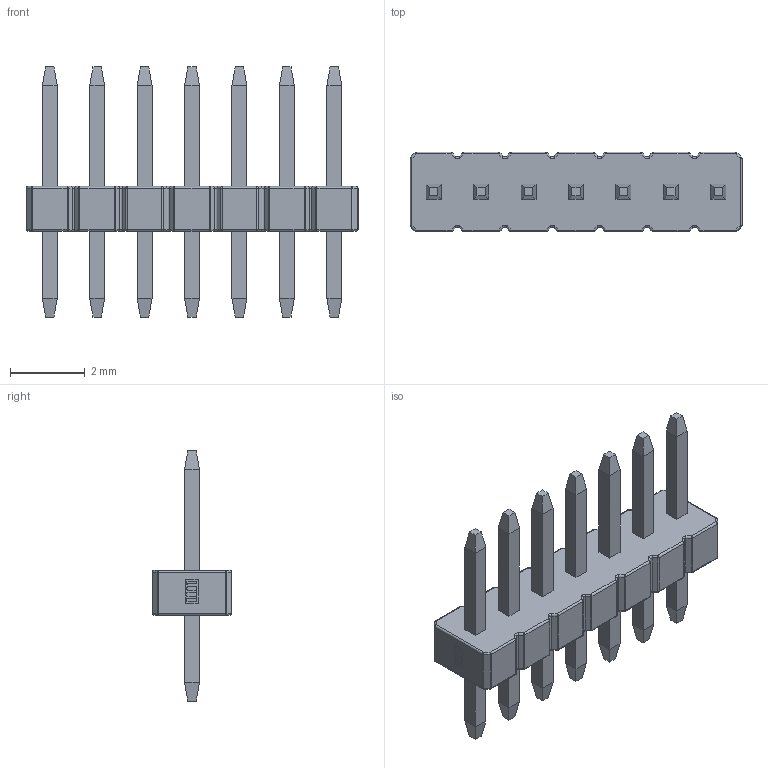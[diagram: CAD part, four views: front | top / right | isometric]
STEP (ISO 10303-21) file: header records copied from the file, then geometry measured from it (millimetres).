
FILE_DESCRIPTION(/* description */ (''),/* implementation_level */ '2;1');
FILE_NAME(/* name */ 'GRPB071VWVN-RC.stp',/* time_stamp */ '2021-03-19T14:44:05+02:00',/* author */ ('AbuBakr'),/* organization */ (''),/* preprocessor_version */ 'ST-DEVELOPER v17',/* originating_system */ 'Autodesk Inventor 2019',/* authorisation */ '');
FILE_SCHEMA (('AUTOMOTIVE_DESIGN { 1 0 10303 214 3 1 1 }'));
Length unit declared in the file: millimetre
Products named in the file (5): GRPB071VWVN-RC_; GRPB071VWVN-RC; Body; Leads; Sullins Logo
Assembly tree (4 placements, depth 3):
  GRPB071VWVN-RC_
    GRPB071VWVN-RC
      Body
      Leads
      Sullins Logo
Bounding box: 8.89 x 2.14 x 6.7 mm (x, y, z)
Volume: 28.2 mm3; surface area: 148.7 mm2
Topology: 9 solids, 9 shells, 424 faces, 922 edges, 516 vertices
Faces by surface type: plane 197, cylinder 139, sphere 64, torus 24
Entity records: 11478 total; most frequent: DIRECTION 2090, CARTESIAN_POINT 1871, ORIENTED_EDGE 1844, EDGE_CURVE 922, AXIS2_PLACEMENT_3D 735, LINE 620, VECTOR 620, VERTEX_POINT 516
